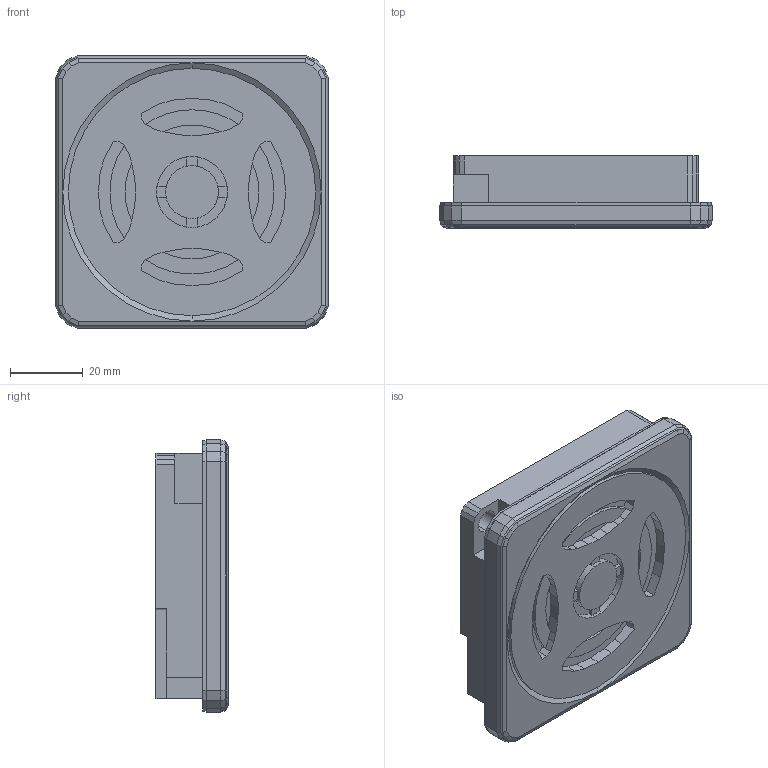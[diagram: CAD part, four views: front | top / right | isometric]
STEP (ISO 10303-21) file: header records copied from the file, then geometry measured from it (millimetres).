
FILE_DESCRIPTION (( 'STEP AP214' ), '1' );
FILE_NAME ('BSV-24P-W.step', '2019-03-26T15:46:37', ( '' ), ( '' ), 'SwSTEP 2.0', 'SolidWorks 2018', '' );
FILE_SCHEMA (( 'AUTOMOTIVE_DESIGN' ));
Length unit declared in the file: inch
Products named in the file (1): BSV-24P-W
Bounding box: 75 x 19.8 x 75 mm (x, y, z)
Volume: 89841.2 mm3; surface area: 18473.8 mm2
Topology: 1 solids, 1 shells, 265 faces, 677 edges, 421 vertices
Faces by surface type: plane 229, cylinder 21, bspline 13, cone 2
Entity records: 7916 total; most frequent: CARTESIAN_POINT 1607, ORIENTED_EDGE 1354, DIRECTION 1197, EDGE_CURVE 677, LINE 595, VECTOR 595, VERTEX_POINT 421, AXIS2_PLACEMENT_3D 301
